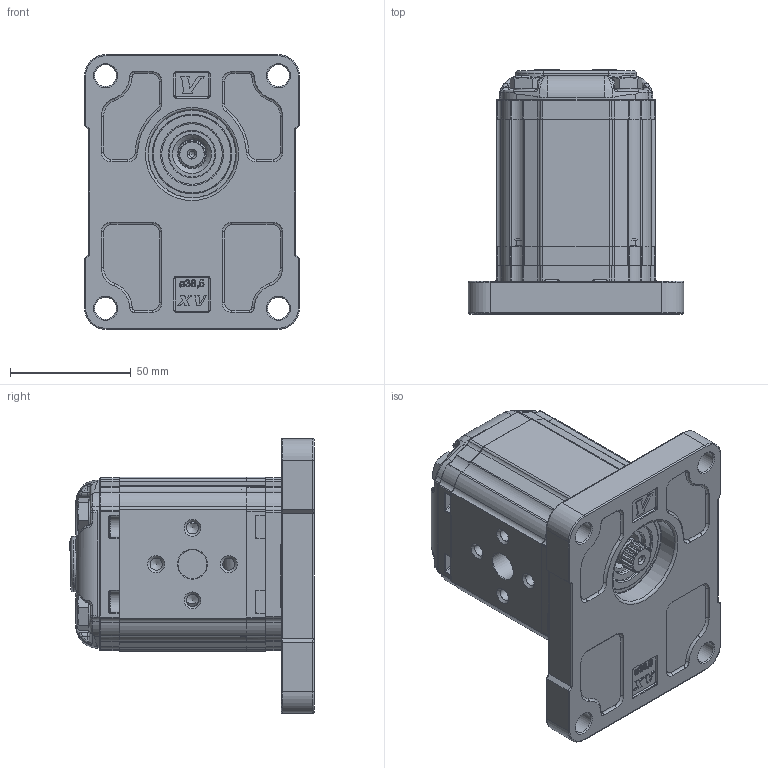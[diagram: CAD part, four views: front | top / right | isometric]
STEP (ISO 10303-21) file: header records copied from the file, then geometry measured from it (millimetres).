
FILE_DESCRIPTION( ( 'Unknown' ), '1' );
FILE_NAME( 'X1F3181TIIA.stp', 'Unknown', ( 'Unknown' ), ( 'Unknown' ), 'PSStep 14.0', 'Unknown', ' ' );
FILE_SCHEMA( ( 'AUTOMOTIVE_DESIGN { 1 0 10303 214 1 1 1 1 }' ) );
Length unit declared in the file: millimetre
Products named in the file (5): Assem1; X1F81; 1T; X1IIH60,5; XF103-A
Bounding box: 89 x 100.9 x 113.7 mm (x, y, z)
Volume: 901028.7 mm3; surface area: 161255.4 mm2
Topology: 8 solids, 8 shells, 4006 faces, 10392 edges, 6600 vertices
Faces by surface type: plane 1714, cylinder 1130, torus 468, extrusion 342, bspline 212, cone 128, sphere 12
Full cylindrical faces by diameter (mm): 2.5 x2, 3 x4, 5 x16, 8 x8, 8.5 x4, 9 x12, 9.9 x2, 10.5 x4, 11.965 x2, 12 x12, 15.941 x2, 17.135 x2, 17.99 x2, 19 x2, 25 x2, 32.5 x2, 36.5 x2
Entity records: 83707 total; most frequent: CARTESIAN_POINT 19504, ORIENTED_EDGE 10028, DIRECTION 9811, EDGE_CURVE 5014, AXIS2_PLACEMENT_3D 3435, VERTEX_POINT 3261, VECTOR 2941, LINE 2770
